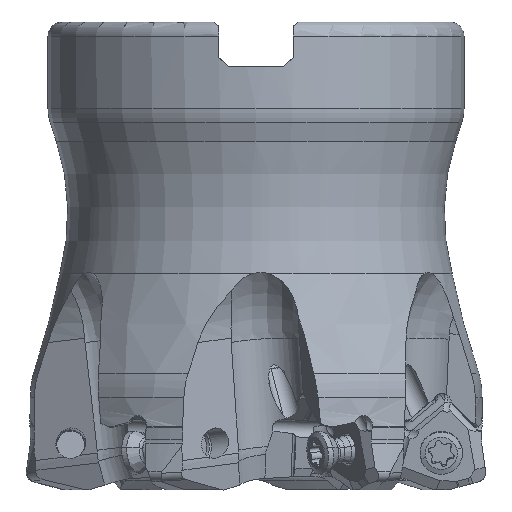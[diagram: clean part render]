
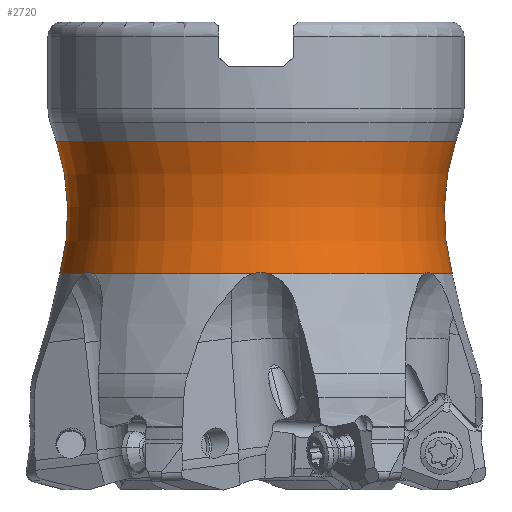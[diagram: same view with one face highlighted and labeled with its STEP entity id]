
A CAD part, front view. The second image highlights one B-rep face of the part: STEP entity #2720.
In plain terms, the highlighted toroidal (fillet/blend) face has major radius 45.115 mm and minor radius 25 mm.
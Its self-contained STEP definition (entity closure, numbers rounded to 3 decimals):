
#593=TOROIDAL_SURFACE('',#15772,45.116,25.);
#993=FACE_OUTER_BOUND('',#3781,.T.);
#1752=B_SPLINE_CURVE_WITH_KNOTS('',3,(#26130,#26131,#26132,#26133,#26134,
#26135,#26136,#26137,#26138,#26139,#26140),.UNSPECIFIED.,.F.,.F.,(4,1,1,
1,1,1,1,1,4),(0.,0.125,0.25,0.375,0.5,0.625,0.75,0.875,1.),
 .UNSPECIFIED.);
#1826=B_SPLINE_CURVE_WITH_KNOTS('',3,(#27350,#27351,#27352,#27353,#27354,
#27355,#27356,#27357,#27358,#27359,#27360),.UNSPECIFIED.,.F.,.F.,(4,1,1,
1,1,1,1,1,4),(0.,0.125,0.25,0.375,0.5,0.625,0.75,0.875,1.),
 .UNSPECIFIED.);
#1909=B_SPLINE_CURVE_WITH_KNOTS('',3,(#28712,#28713,#28714,#28715,#28716,
#28717,#28718,#28719,#28720,#28721,#28722),.UNSPECIFIED.,.F.,.F.,(4,1,1,
1,1,1,1,1,4),(0.,0.125,0.25,0.375,0.5,0.625,0.75,0.875,1.),
 .UNSPECIFIED.);
#2720=ADVANCED_FACE('',(#993),#593,.F.);
#3781=EDGE_LOOP('',(#7858,#7859,#7860,#7861,#7862,#7863,#7864,#7865,#7866,
#7867));
#7858=ORIENTED_EDGE('',*,*,#12346,.F.);
#7859=ORIENTED_EDGE('',*,*,#12344,.F.);
#7860=ORIENTED_EDGE('',*,*,#13069,.T.);
#7861=ORIENTED_EDGE('',*,*,#12342,.F.);
#7862=ORIENTED_EDGE('',*,*,#13057,.F.);
#7863=ORIENTED_EDGE('',*,*,#12814,.F.);
#7864=ORIENTED_EDGE('',*,*,#12781,.F.);
#7865=ORIENTED_EDGE('',*,*,#12634,.T.);
#7866=ORIENTED_EDGE('',*,*,#13070,.F.);
#7867=ORIENTED_EDGE('',*,*,#12486,.F.);
#10642=VERTEX_POINT('',#25180);
#10643=VERTEX_POINT('',#25182);
#10644=VERTEX_POINT('',#25184);
#10645=VERTEX_POINT('',#25186);
#10646=VERTEX_POINT('',#25190);
#10753=VERTEX_POINT('',#26141);
#10866=VERTEX_POINT('',#27349);
#10867=VERTEX_POINT('',#27361);
#10980=VERTEX_POINT('',#28553);
#10993=VERTEX_POINT('',#28723);
#12342=EDGE_CURVE('',#10642,#10643,#14165,.T.);
#12344=EDGE_CURVE('',#10644,#10645,#14167,.T.);
#12346=EDGE_CURVE('',#10645,#10646,#14169,.T.);
#12486=EDGE_CURVE('',#10646,#10753,#1752,.T.);
#12634=EDGE_CURVE('',#10867,#10866,#1826,.T.);
#12781=EDGE_CURVE('',#10867,#10980,#14238,.T.);
#12814=EDGE_CURVE('',#10980,#10993,#1909,.T.);
#13057=EDGE_CURVE('',#10993,#10642,#14286,.T.);
#13069=EDGE_CURVE('',#10644,#10643,#14291,.T.);
#13070=EDGE_CURVE('',#10753,#10866,#14292,.T.);
#14165=CIRCLE('',#15359,25.);
#14167=CIRCLE('',#15361,25.);
#14169=CIRCLE('',#15364,20.967);
#14238=CIRCLE('',#15579,20.967);
#14286=CIRCLE('',#15754,20.967);
#14291=CIRCLE('',#15770,21.339);
#14292=CIRCLE('',#15771,20.967);
#15359=AXIS2_PLACEMENT_3D('',#25181,#17631,#17632);
#15361=AXIS2_PLACEMENT_3D('',#25185,#17635,#17636);
#15364=AXIS2_PLACEMENT_3D('',#25189,#17641,#17642);
#15579=AXIS2_PLACEMENT_3D('',#28552,#18172,#18173);
#15754=AXIS2_PLACEMENT_3D('',#30499,#18605,#18606);
#15770=AXIS2_PLACEMENT_3D('',#30537,#18639,#18640);
#15771=AXIS2_PLACEMENT_3D('',#30538,#18641,#18642);
#15772=AXIS2_PLACEMENT_3D('',#30539,#18643,#18644);
#17631=DIRECTION('',(0.,-1.,0.));
#17632=DIRECTION('',(0.966,0.,-0.259));
#17635=DIRECTION('',(0.,-1.,0.));
#17636=DIRECTION('',(-0.951,0.,0.309));
#17641=DIRECTION('',(0.,0.,-1.));
#17642=DIRECTION('',(1.,0.,0.));
#18172=DIRECTION('',(0.,0.,-1.));
#18173=DIRECTION('',(-0.023,-1.,0.));
#18605=DIRECTION('',(0.,0.,-1.));
#18606=DIRECTION('',(-0.877,-0.48,0.));
#18639=DIRECTION('',(0.,0.,-1.));
#18640=DIRECTION('',(1.,0.,0.));
#18641=DIRECTION('',(0.,0.,-1.));
#18642=DIRECTION('',(0.854,-0.52,0.));
#18643=DIRECTION('',(0.,0.,-1.));
#18644=DIRECTION('',(-1.,-0.001,0.));
#25180=CARTESIAN_POINT('',(-20.967,0.,-26.922));
#25181=CARTESIAN_POINT('',(-45.116,0.,-20.452));
#25182=CARTESIAN_POINT('',(-21.339,0.,-12.726));
#25184=CARTESIAN_POINT('',(21.339,0.,-12.726));
#25185=CARTESIAN_POINT('',(45.116,0.,-20.452));
#25186=CARTESIAN_POINT('',(20.967,0.,-26.922));
#25189=CARTESIAN_POINT('',(0.,0.,-26.922));
#25190=CARTESIAN_POINT('',(18.828,-9.228,-26.922));
#26130=CARTESIAN_POINT('',(18.828,-9.228,-26.922));
#26131=CARTESIAN_POINT('',(18.787,-9.296,-26.897));
#26132=CARTESIAN_POINT('',(18.705,-9.433,-26.853));
#26133=CARTESIAN_POINT('',(18.586,-9.64,-26.806));
#26134=CARTESIAN_POINT('',(18.468,-9.848,-26.778));
#26135=CARTESIAN_POINT('',(18.352,-10.057,-26.769));
#26136=CARTESIAN_POINT('',(18.239,-10.266,-26.778));
#26137=CARTESIAN_POINT('',(18.127,-10.477,-26.806));
#26138=CARTESIAN_POINT('',(18.017,-10.689,-26.853));
#26139=CARTESIAN_POINT('',(17.946,-10.83,-26.897));
#26140=CARTESIAN_POINT('',(17.911,-10.901,-26.922));
#26141=CARTESIAN_POINT('',(17.911,-10.901,-26.922));
#27349=CARTESIAN_POINT('',(1.423,-20.919,-26.922));
#27350=CARTESIAN_POINT('',(-0.485,-20.962,-26.922));
#27351=CARTESIAN_POINT('',(-0.406,-20.957,-26.897));
#27352=CARTESIAN_POINT('',(-0.248,-20.948,-26.853));
#27353=CARTESIAN_POINT('',(-0.01,-20.937,-26.806));
#27354=CARTESIAN_POINT('',(0.229,-20.928,-26.778));
#27355=CARTESIAN_POINT('',(0.467,-20.922,-26.769));
#27356=CARTESIAN_POINT('',(0.706,-20.918,-26.778));
#27357=CARTESIAN_POINT('',(0.945,-20.916,-26.806));
#27358=CARTESIAN_POINT('',(1.184,-20.916,-26.853));
#27359=CARTESIAN_POINT('',(1.343,-20.918,-26.897));
#27360=CARTESIAN_POINT('',(1.423,-20.919,-26.922));
#27361=CARTESIAN_POINT('',(-0.485,-20.962,-26.922));
#28552=CARTESIAN_POINT('',(0.,0.,-26.922));
#28553=CARTESIAN_POINT('',(-17.405,-11.692,-26.922));
#28712=CARTESIAN_POINT('',(-17.405,-11.692,-26.922));
#28713=CARTESIAN_POINT('',(-17.444,-11.622,-26.897));
#28714=CARTESIAN_POINT('',(-17.522,-11.483,-26.853));
#28715=CARTESIAN_POINT('',(-17.641,-11.276,-26.806));
#28716=CARTESIAN_POINT('',(-17.762,-11.07,-26.778));
#28717=CARTESIAN_POINT('',(-17.886,-10.865,-26.769));
#28718=CARTESIAN_POINT('',(-18.01,-10.662,-26.778));
#28719=CARTESIAN_POINT('',(-18.137,-10.46,-26.806));
#28720=CARTESIAN_POINT('',(-18.266,-10.259,-26.853));
#28721=CARTESIAN_POINT('',(-18.352,-10.127,-26.897));
#28722=CARTESIAN_POINT('',(-18.396,-10.061,-26.922));
#28723=CARTESIAN_POINT('',(-18.396,-10.061,-26.922));
#30499=CARTESIAN_POINT('',(0.,0.,-26.922));
#30537=CARTESIAN_POINT('',(0.,0.,-12.726));
#30538=CARTESIAN_POINT('',(0.,0.,-26.922));
#30539=CARTESIAN_POINT('',(0.,0.,-20.452));
